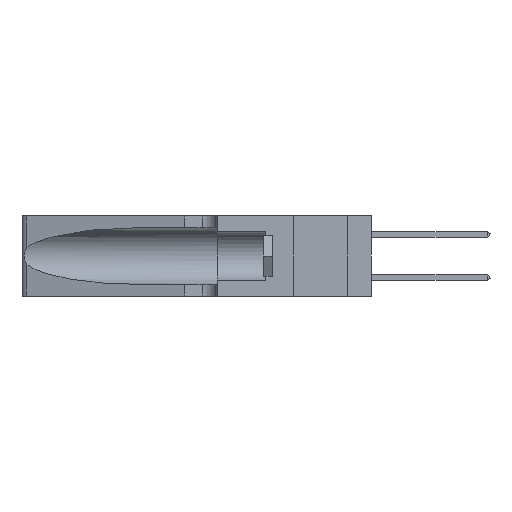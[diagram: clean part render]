
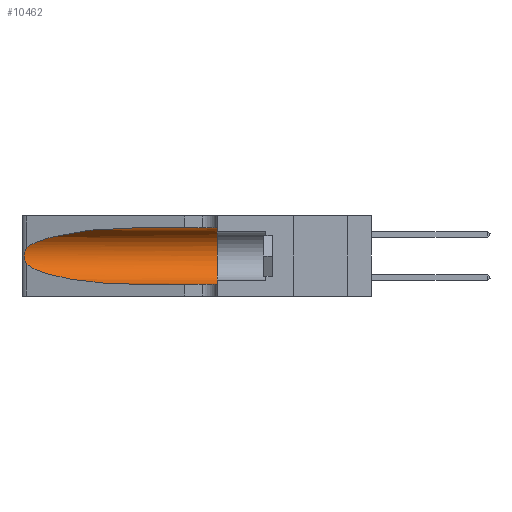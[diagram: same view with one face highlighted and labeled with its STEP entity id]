
A CAD part, left-side view. The second image highlights one B-rep face of the part: STEP entity #10462.
In plain terms, the highlighted cylindrical face has radius 3.308 mm (diameter 6.617 mm), a partial arc.
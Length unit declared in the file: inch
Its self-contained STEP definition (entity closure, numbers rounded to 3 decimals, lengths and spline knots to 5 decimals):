
#372 = ORIENTED_EDGE ( 'NONE', *, *, #17191, .T. ) ;
#1334 = DIRECTION ( 'NONE',  ( 0., 0., -1. ) ) ;
#1486 = EDGE_CURVE ( 'NONE', #24902, #12836, #33199, .T. ) ;
#1628 = ORIENTED_EDGE ( 'NONE', *, *, #3363, .T. ) ;
#2232 = DIRECTION ( 'NONE',  ( 0., 1., 0. ) ) ;
#3363 = EDGE_CURVE ( 'NONE', #17126, #27576, #34748, .T. ) ;
#3741 = CARTESIAN_POINT ( 'NONE',  ( 0.1305, 0.72297, 0.31525 ) ) ;
#4083 = CARTESIAN_POINT ( 'NONE',  ( 0.25787, 1.23484, 0.2124 ) ) ;
#4994 = VERTEX_POINT ( 'NONE', #10180 ) ;
#6744 = EDGE_CURVE ( 'NONE', #4994, #17126, #32071, .T. ) ;
#7818 = ORIENTED_EDGE ( 'NONE', *, *, #17079, .F. ) ;
#9138 = AXIS2_PLACEMENT_3D ( 'NONE', #28504, #2232, #30673 ) ;
#9405 = CARTESIAN_POINT ( 'NONE',  ( 0.26075, 1.23896, 0.19203 ) ) ;
#9807 = EDGE_LOOP ( 'NONE', ( #29701, #1628, #372, #34722, #27152, #7818 ) ) ;
#10180 = CARTESIAN_POINT ( 'NONE',  ( 0.1305, 0.72297, 0.31525 ) ) ;
#10462 = ADVANCED_FACE ( 'NONE', ( #11480 ), #18815, .F. ) ;
#10656 = CARTESIAN_POINT ( 'NONE',  ( 0.2373, 1.15595, 0.08982 ) ) ;
#11215 = LINE ( 'NONE', #25458, #34548 ) ;
#11480 = FACE_OUTER_BOUND ( 'NONE', #9807, .T. ) ;
#12102 = CARTESIAN_POINT ( 'NONE',  ( 0.25639, 1.23184, 0.21858 ) ) ;
#12173 = DIRECTION ( 'NONE',  ( 0., -1., 0. ) ) ;
#12237 = CARTESIAN_POINT ( 'NONE',  ( 0.1305, 0.72297, 0.05475 ) ) ;
#12453 = CARTESIAN_POINT ( 'NONE',  ( 0.25555, 1.22993, 0.14849 ) ) ;
#12519 = DIRECTION ( 'NONE',  ( 0., -1., 0. ) ) ;
#12836 = VERTEX_POINT ( 'NONE', #19402 ) ;
#13414 = CARTESIAN_POINT ( 'NONE',  ( 0.25487, 1.22718, 0.14631 ) ) ;
#14843 = CARTESIAN_POINT ( 'NONE',  ( 0.1305, 1.61858, 0.05475 ) ) ;
#15121 = CARTESIAN_POINT ( 'NONE',  ( 0.25487, 1.22718, 0.22369 ) ) ;
#15615 = CARTESIAN_POINT ( 'NONE',  ( 0.18966, 0.96281, 0.31525 ) ) ;
#17019 = LINE ( 'NONE', #14843, #23070 ) ;
#17079 = EDGE_CURVE ( 'NONE', #4994, #24902, #11215, .T. ) ;
#17126 = VERTEX_POINT ( 'NONE', #21680 ) ;
#17191 = EDGE_CURVE ( 'NONE', #27576, #35524, #19229, .T. ) ;
#18815 = CYLINDRICAL_SURFACE ( 'NONE', #24585, 0.13025 ) ;
#18904 = CARTESIAN_POINT ( 'NONE',  ( 0.25487, 1.22718, 0.14631 ) ) ;
#19229 =( BOUNDED_CURVE ( )  B_SPLINE_CURVE ( 3, ( #13414, #10656, #35708, #22007 ),
 .UNSPECIFIED., .F., .T. ) 
 B_SPLINE_CURVE_WITH_KNOTS ( ( 4, 4 ),
 ( 3.44316, 4.71239 ),
 .UNSPECIFIED. ) 
 CURVE ( )  GEOMETRIC_REPRESENTATION_ITEM ( )  RATIONAL_B_SPLINE_CURVE ( ( 1., 0.87, 0.87, 1. ) ) 
 REPRESENTATION_ITEM ( '' )  );
#19402 = CARTESIAN_POINT ( 'NONE',  ( 0.1305, 0.35, 0.05475 ) ) ;
#20447 = CARTESIAN_POINT ( 'NONE',  ( 0.26017, 1.23833, 0.17102 ) ) ;
#20626 = CARTESIAN_POINT ( 'NONE',  ( 0.1305, 1.61858, 0.185 ) ) ;
#20687 = CARTESIAN_POINT ( 'NONE',  ( 0.26018, 1.23835, 0.19895 ) ) ;
#21680 = CARTESIAN_POINT ( 'NONE',  ( 0.25487, 1.22718, 0.22369 ) ) ;
#22007 = CARTESIAN_POINT ( 'NONE',  ( 0.1305, 0.72297, 0.05475 ) ) ;
#23070 = VECTOR ( 'NONE', #12173, 39.37008 ) ;
#23195 = CARTESIAN_POINT ( 'NONE',  ( 0.26075, 1.23896, 0.178 ) ) ;
#23445 = CARTESIAN_POINT ( 'NONE',  ( 0.25856, 1.23593, 0.16098 ) ) ;
#24585 = AXIS2_PLACEMENT_3D ( 'NONE', #20626, #12519, #1334 ) ;
#24902 = VERTEX_POINT ( 'NONE', #34502 ) ;
#25458 = CARTESIAN_POINT ( 'NONE',  ( 0.1305, 1.61858, 0.31525 ) ) ;
#27044 = DIRECTION ( 'NONE',  ( 0., -1., 0. ) ) ;
#27152 = ORIENTED_EDGE ( 'NONE', *, *, #1486, .F. ) ;
#27576 = VERTEX_POINT ( 'NONE', #18904 ) ;
#28504 = CARTESIAN_POINT ( 'NONE',  ( 0.1305, 0.35, 0.185 ) ) ;
#28508 = CARTESIAN_POINT ( 'NONE',  ( 0.25789, 1.23486, 0.15765 ) ) ;
#28627 = CARTESIAN_POINT ( 'NONE',  ( 0.25854, 1.2359, 0.20912 ) ) ;
#28743 = CARTESIAN_POINT ( 'NONE',  ( 0.25487, 1.22718, 0.14631 ) ) ;
#29701 = ORIENTED_EDGE ( 'NONE', *, *, #6744, .T. ) ;
#30673 = DIRECTION ( 'NONE',  ( 0., 0., 1. ) ) ;
#31309 = CARTESIAN_POINT ( 'NONE',  ( 0.25555, 1.22994, 0.2215 ) ) ;
#31675 = CARTESIAN_POINT ( 'NONE',  ( 0.25639, 1.23186, 0.15144 ) ) ;
#31939 = EDGE_CURVE ( 'NONE', #35524, #12836, #17019, .T. ) ;
#32071 =( BOUNDED_CURVE ( )  B_SPLINE_CURVE ( 3, ( #3741, #15615, #34480, #34607 ),
 .UNSPECIFIED., .F., .F. ) 
 B_SPLINE_CURVE_WITH_KNOTS ( ( 4, 4 ),
 ( 1.5708, 2.84003 ),
 .UNSPECIFIED. ) 
 CURVE ( )  GEOMETRIC_REPRESENTATION_ITEM ( )  RATIONAL_B_SPLINE_CURVE ( ( 1., 0.87, 0.87, 1. ) ) 
 REPRESENTATION_ITEM ( '' )  );
#33199 = CIRCLE ( 'NONE', #9138, 0.13025 ) ;
#34480 = CARTESIAN_POINT ( 'NONE',  ( 0.2373, 1.15595, 0.28018 ) ) ;
#34502 = CARTESIAN_POINT ( 'NONE',  ( 0.1305, 0.35, 0.31525 ) ) ;
#34548 = VECTOR ( 'NONE', #27044, 39.37008 ) ;
#34607 = CARTESIAN_POINT ( 'NONE',  ( 0.25487, 1.22718, 0.22369 ) ) ;
#34722 = ORIENTED_EDGE ( 'NONE', *, *, #31939, .T. ) ;
#34748 = B_SPLINE_CURVE_WITH_KNOTS ( 'NONE', 3,
 ( #15121, #31309, #12102, #4083, #28627, #20687, #9405, #23195, #20447, #23445, #28508, #31675, #12453, #28743 ),
 .UNSPECIFIED., .F., .F.,
 ( 4, 2, 2, 2, 2, 2, 4 ),
 ( 0., 0.00027, 0.00053, 0.00107, 0.0016, 0.00187, 0.00214 ),
 .UNSPECIFIED. ) ;
#35524 = VERTEX_POINT ( 'NONE', #12237 ) ;
#35708 = CARTESIAN_POINT ( 'NONE',  ( 0.18966, 0.96281, 0.05475 ) ) ;
